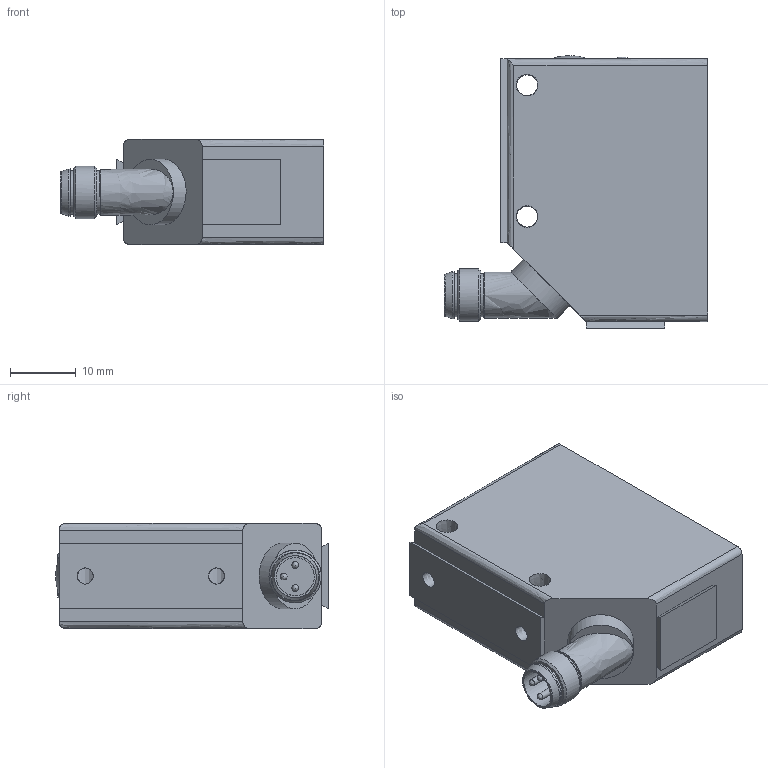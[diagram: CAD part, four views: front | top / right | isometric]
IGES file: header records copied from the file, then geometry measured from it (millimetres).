
Global section: file name: LHT_41_M_02_G3-T3; native system: Autodesk Inventor 2015; preprocessor: unknown; author: lck; date: 20150721.140945; units: millimetre
Bounding box: 40.08 x 41.5 x 16 mm (x, y, z)
Volume: 18939.4 mm3; surface area: 5552.4 mm2
Topology: 1 solids, 9 shells, 104 faces, 246 edges, 171 vertices
Faces by surface type: bspline 104
